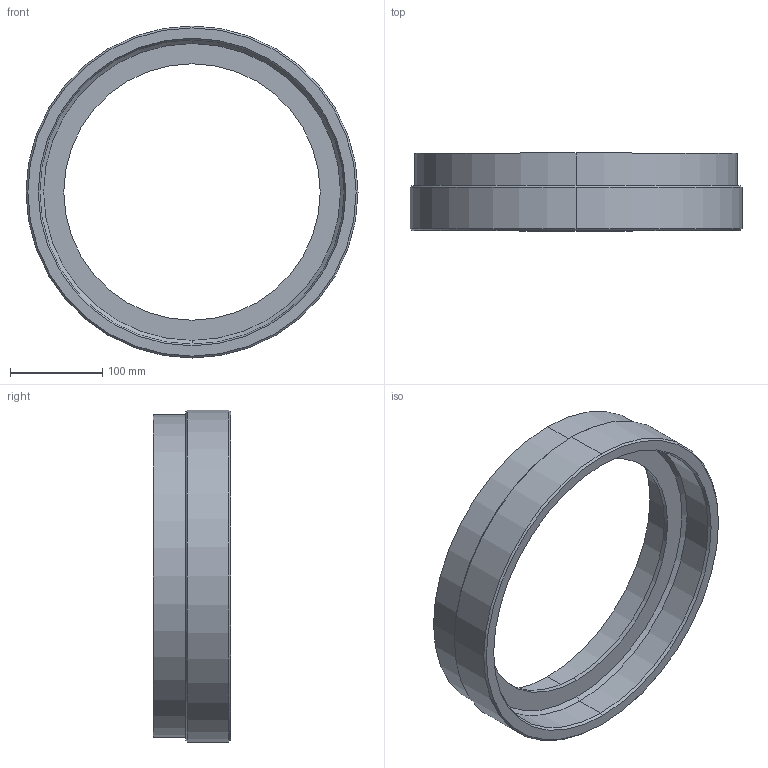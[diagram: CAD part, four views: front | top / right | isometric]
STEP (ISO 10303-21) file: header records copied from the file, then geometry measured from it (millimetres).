
FILE_DESCRIPTION (( 'STEP AP203' ), '1' );
FILE_NAME ('EL 01568-E_1.step', '2016-12-23T12:31:11', ( '' ), ( '' ), 'SwSTEP 2.0', 'SolidWorks 2016', '' );
FILE_SCHEMA (( 'CONFIG_CONTROL_DESIGN' ));
Length unit declared in the file: millimetre
Products named in the file (1): EL 01568-E_1
Bounding box: 360 x 84 x 360 mm (x, y, z)
Volume: 1619361.1 mm3; surface area: 253921.9 mm2
Topology: 1 solids, 1 shells, 23 faces, 46 edges, 28 vertices
Faces by surface type: cylinder 10, cone 8, plane 5
Entity records: 685 total; most frequent: DIRECTION 122, CARTESIAN_POINT 98, ORIENTED_EDGE 92, AXIS2_PLACEMENT_3D 52, EDGE_CURVE 46, EDGE_LOOP 28, VERTEX_POINT 28, CIRCLE 28
